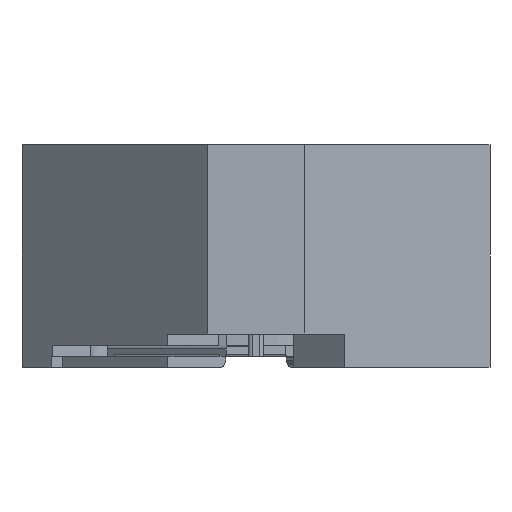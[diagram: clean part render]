
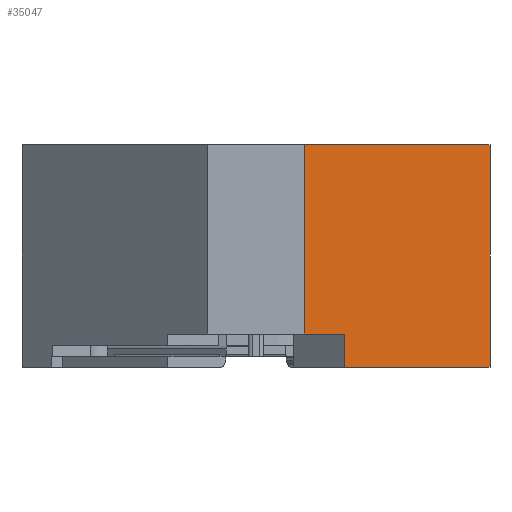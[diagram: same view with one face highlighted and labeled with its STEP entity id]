
A CAD part, front view. The second image highlights one B-rep face of the part: STEP entity #35047.
In plain terms, the highlighted planar face has unit normal (0.707, -0.707, 0).
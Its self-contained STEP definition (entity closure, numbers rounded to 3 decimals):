
#34135 = PLANE('',#34136);
#34136 = AXIS2_PLACEMENT_3D('',#34137,#34138,#34139);
#34137 = CARTESIAN_POINT('',(-3.15,-3.15,3.));
#34138 = DIRECTION('',(0.,0.,1.));
#34139 = DIRECTION('',(1.,0.,0.));
#34257 = VERTEX_POINT('',#34258);
#34258 = CARTESIAN_POINT('',(0.65,-3.15,3.));
#34272 = PLANE('',#34273);
#34273 = AXIS2_PLACEMENT_3D('',#34274,#34275,#34276);
#34274 = CARTESIAN_POINT('',(-3.15,-3.15,0.));
#34275 = DIRECTION('',(0.,1.,0.));
#34276 = DIRECTION('',(0.,0.,1.));
#34284 = EDGE_CURVE('',#34285,#34257,#34287,.T.);
#34285 = VERTEX_POINT('',#34286);
#34286 = CARTESIAN_POINT('',(3.15,-0.65,3.));
#34287 = SURFACE_CURVE('',#34288,(#34292,#34299),.PCURVE_S1.);
#34288 = LINE('',#34289,#34290);
#34289 = CARTESIAN_POINT('',(0.325,-3.475,3.));
#34290 = VECTOR('',#34291,1.);
#34291 = DIRECTION('',(-0.707,-0.707,0.));
#34292 = PCURVE('',#34135,#34293);
#34293 = DEFINITIONAL_REPRESENTATION('',(#34294),#34298);
#34294 = LINE('',#34295,#34296);
#34295 = CARTESIAN_POINT('',(3.475,-0.325));
#34296 = VECTOR('',#34297,1.);
#34297 = DIRECTION('',(-0.707,-0.707));
#34298 = ( GEOMETRIC_REPRESENTATION_CONTEXT(2) 
PARAMETRIC_REPRESENTATION_CONTEXT() REPRESENTATION_CONTEXT('2D SPACE',''
  ) );
#34299 = PCURVE('',#34300,#34305);
#34300 = PLANE('',#34301);
#34301 = AXIS2_PLACEMENT_3D('',#34302,#34303,#34304);
#34302 = CARTESIAN_POINT('',(1.9,-1.9,0.));
#34303 = DIRECTION('',(-0.707,0.707,0.));
#34304 = DIRECTION('',(0.,0.,-1.));
#34305 = DEFINITIONAL_REPRESENTATION('',(#34306),#34310);
#34306 = LINE('',#34307,#34308);
#34307 = CARTESIAN_POINT('',(-3.,2.227));
#34308 = VECTOR('',#34309,1.);
#34309 = DIRECTION('',(0.,1.));
#34310 = ( GEOMETRIC_REPRESENTATION_CONTEXT(2) 
PARAMETRIC_REPRESENTATION_CONTEXT() REPRESENTATION_CONTEXT('2D SPACE',''
  ) );
#34328 = PLANE('',#34329);
#34329 = AXIS2_PLACEMENT_3D('',#34330,#34331,#34332);
#34330 = CARTESIAN_POINT('',(3.15,-3.15,0.));
#34331 = DIRECTION('',(1.,0.,0.));
#34332 = DIRECTION('',(0.,0.,1.));
#34515 = PLANE('',#34516);
#34516 = AXIS2_PLACEMENT_3D('',#34517,#34518,#34519);
#34517 = CARTESIAN_POINT('',(0.,-3.8,0.45));
#34518 = DIRECTION('',(0.,0.,1.));
#34519 = DIRECTION('',(0.707,0.707,0.));
#34958 = VERTEX_POINT('',#34959);
#34959 = CARTESIAN_POINT('',(0.65,-3.15,0.45));
#34980 = EDGE_CURVE('',#34958,#34257,#34981,.T.);
#34981 = SURFACE_CURVE('',#34982,(#34986,#34993),.PCURVE_S1.);
#34982 = LINE('',#34983,#34984);
#34983 = CARTESIAN_POINT('',(0.65,-3.15,0.));
#34984 = VECTOR('',#34985,1.);
#34985 = DIRECTION('',(0.,0.,1.));
#34986 = PCURVE('',#34272,#34987);
#34987 = DEFINITIONAL_REPRESENTATION('',(#34988),#34992);
#34988 = LINE('',#34989,#34990);
#34989 = CARTESIAN_POINT('',(0.,3.8));
#34990 = VECTOR('',#34991,1.);
#34991 = DIRECTION('',(1.,0.));
#34992 = ( GEOMETRIC_REPRESENTATION_CONTEXT(2) 
PARAMETRIC_REPRESENTATION_CONTEXT() REPRESENTATION_CONTEXT('2D SPACE',''
  ) );
#34993 = PCURVE('',#34300,#34994);
#34994 = DEFINITIONAL_REPRESENTATION('',(#34995),#34999);
#34995 = LINE('',#34996,#34997);
#34996 = CARTESIAN_POINT('',(0.,1.768));
#34997 = VECTOR('',#34998,1.);
#34998 = DIRECTION('',(-1.,0.));
#34999 = ( GEOMETRIC_REPRESENTATION_CONTEXT(2) 
PARAMETRIC_REPRESENTATION_CONTEXT() REPRESENTATION_CONTEXT('2D SPACE',''
  ) );
#35047 = ADVANCED_FACE('',(#35048),#34300,.F.);
#35048 = FACE_BOUND('',#35049,.T.);
#35049 = EDGE_LOOP('',(#35050,#35080,#35101,#35102,#35103,#35126));
#35050 = ORIENTED_EDGE('',*,*,#35051,.F.);
#35051 = EDGE_CURVE('',#35052,#35054,#35056,.T.);
#35052 = VERTEX_POINT('',#35053);
#35053 = CARTESIAN_POINT('',(3.15,-0.65,0.));
#35054 = VERTEX_POINT('',#35055);
#35055 = CARTESIAN_POINT('',(1.188,-2.612,0.));
#35056 = SURFACE_CURVE('',#35057,(#35061,#35068),.PCURVE_S1.);
#35057 = LINE('',#35058,#35059);
#35058 = CARTESIAN_POINT('',(0.325,-3.475,0.));
#35059 = VECTOR('',#35060,1.);
#35060 = DIRECTION('',(-0.707,-0.707,0.));
#35061 = PCURVE('',#34300,#35062);
#35062 = DEFINITIONAL_REPRESENTATION('',(#35063),#35067);
#35063 = LINE('',#35064,#35065);
#35064 = CARTESIAN_POINT('',(0.,2.227));
#35065 = VECTOR('',#35066,1.);
#35066 = DIRECTION('',(0.,1.));
#35067 = ( GEOMETRIC_REPRESENTATION_CONTEXT(2) 
PARAMETRIC_REPRESENTATION_CONTEXT() REPRESENTATION_CONTEXT('2D SPACE',''
  ) );
#35068 = PCURVE('',#35069,#35074);
#35069 = PLANE('',#35070);
#35070 = AXIS2_PLACEMENT_3D('',#35071,#35072,#35073);
#35071 = CARTESIAN_POINT('',(-3.15,-3.15,0.));
#35072 = DIRECTION('',(0.,0.,1.));
#35073 = DIRECTION('',(1.,0.,0.));
#35074 = DEFINITIONAL_REPRESENTATION('',(#35075),#35079);
#35075 = LINE('',#35076,#35077);
#35076 = CARTESIAN_POINT('',(3.475,-0.325));
#35077 = VECTOR('',#35078,1.);
#35078 = DIRECTION('',(-0.707,-0.707));
#35079 = ( GEOMETRIC_REPRESENTATION_CONTEXT(2) 
PARAMETRIC_REPRESENTATION_CONTEXT() REPRESENTATION_CONTEXT('2D SPACE',''
  ) );
#35080 = ORIENTED_EDGE('',*,*,#35081,.T.);
#35081 = EDGE_CURVE('',#35052,#34285,#35082,.T.);
#35082 = SURFACE_CURVE('',#35083,(#35087,#35094),.PCURVE_S1.);
#35083 = LINE('',#35084,#35085);
#35084 = CARTESIAN_POINT('',(3.15,-0.65,0.));
#35085 = VECTOR('',#35086,1.);
#35086 = DIRECTION('',(0.,0.,1.));
#35087 = PCURVE('',#34300,#35088);
#35088 = DEFINITIONAL_REPRESENTATION('',(#35089),#35093);
#35089 = LINE('',#35090,#35091);
#35090 = CARTESIAN_POINT('',(0.,-1.768));
#35091 = VECTOR('',#35092,1.);
#35092 = DIRECTION('',(-1.,0.));
#35093 = ( GEOMETRIC_REPRESENTATION_CONTEXT(2) 
PARAMETRIC_REPRESENTATION_CONTEXT() REPRESENTATION_CONTEXT('2D SPACE',''
  ) );
#35094 = PCURVE('',#34328,#35095);
#35095 = DEFINITIONAL_REPRESENTATION('',(#35096),#35100);
#35096 = LINE('',#35097,#35098);
#35097 = CARTESIAN_POINT('',(0.,-2.5));
#35098 = VECTOR('',#35099,1.);
#35099 = DIRECTION('',(1.,0.));
#35100 = ( GEOMETRIC_REPRESENTATION_CONTEXT(2) 
PARAMETRIC_REPRESENTATION_CONTEXT() REPRESENTATION_CONTEXT('2D SPACE',''
  ) );
#35101 = ORIENTED_EDGE('',*,*,#34284,.T.);
#35102 = ORIENTED_EDGE('',*,*,#34980,.F.);
#35103 = ORIENTED_EDGE('',*,*,#35104,.T.);
#35104 = EDGE_CURVE('',#34958,#35105,#35107,.T.);
#35105 = VERTEX_POINT('',#35106);
#35106 = CARTESIAN_POINT('',(1.188,-2.612,0.45));
#35107 = SURFACE_CURVE('',#35108,(#35112,#35119),.PCURVE_S1.);
#35108 = LINE('',#35109,#35110);
#35109 = CARTESIAN_POINT('',(0.,-3.8,0.45));
#35110 = VECTOR('',#35111,1.);
#35111 = DIRECTION('',(0.707,0.707,0.));
#35112 = PCURVE('',#34300,#35113);
#35113 = DEFINITIONAL_REPRESENTATION('',(#35114),#35118);
#35114 = LINE('',#35115,#35116);
#35115 = CARTESIAN_POINT('',(-0.45,2.687));
#35116 = VECTOR('',#35117,1.);
#35117 = DIRECTION('',(0.,-1.));
#35118 = ( GEOMETRIC_REPRESENTATION_CONTEXT(2) 
PARAMETRIC_REPRESENTATION_CONTEXT() REPRESENTATION_CONTEXT('2D SPACE',''
  ) );
#35119 = PCURVE('',#34515,#35120);
#35120 = DEFINITIONAL_REPRESENTATION('',(#35121),#35125);
#35121 = LINE('',#35122,#35123);
#35122 = CARTESIAN_POINT('',(0.,0.));
#35123 = VECTOR('',#35124,1.);
#35124 = DIRECTION('',(1.,0.));
#35125 = ( GEOMETRIC_REPRESENTATION_CONTEXT(2) 
PARAMETRIC_REPRESENTATION_CONTEXT() REPRESENTATION_CONTEXT('2D SPACE',''
  ) );
#35126 = ORIENTED_EDGE('',*,*,#35127,.F.);
#35127 = EDGE_CURVE('',#35054,#35105,#35128,.T.);
#35128 = SURFACE_CURVE('',#35129,(#35133,#35140),.PCURVE_S1.);
#35129 = LINE('',#35130,#35131);
#35130 = CARTESIAN_POINT('',(1.188,-2.612,0.));
#35131 = VECTOR('',#35132,1.);
#35132 = DIRECTION('',(0.,0.,1.));
#35133 = PCURVE('',#34300,#35134);
#35134 = DEFINITIONAL_REPRESENTATION('',(#35135),#35139);
#35135 = LINE('',#35136,#35137);
#35136 = CARTESIAN_POINT('',(0.,1.007));
#35137 = VECTOR('',#35138,1.);
#35138 = DIRECTION('',(-1.,0.));
#35139 = ( GEOMETRIC_REPRESENTATION_CONTEXT(2) 
PARAMETRIC_REPRESENTATION_CONTEXT() REPRESENTATION_CONTEXT('2D SPACE',''
  ) );
#35140 = PCURVE('',#35141,#35146);
#35141 = PLANE('',#35142);
#35142 = AXIS2_PLACEMENT_3D('',#35143,#35144,#35145);
#35143 = CARTESIAN_POINT('',(1.188,-2.612,0.));
#35144 = DIRECTION('',(0.707,0.707,0.));
#35145 = DIRECTION('',(0.,0.,1.));
#35146 = DEFINITIONAL_REPRESENTATION('',(#35147),#35151);
#35147 = LINE('',#35148,#35149);
#35148 = CARTESIAN_POINT('',(0.,0.));
#35149 = VECTOR('',#35150,1.);
#35150 = DIRECTION('',(1.,0.));
#35151 = ( GEOMETRIC_REPRESENTATION_CONTEXT(2) 
PARAMETRIC_REPRESENTATION_CONTEXT() REPRESENTATION_CONTEXT('2D SPACE',''
  ) );
